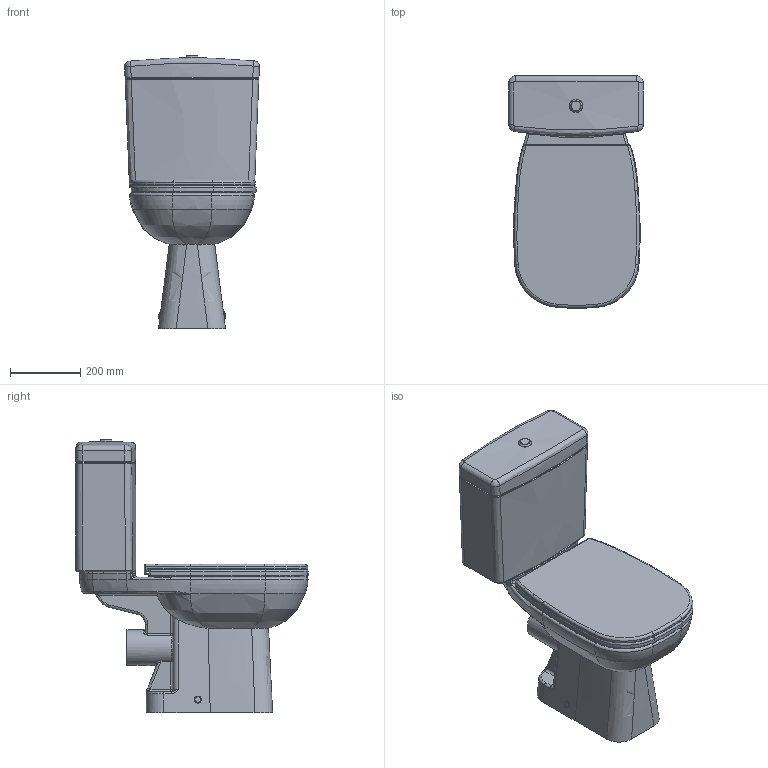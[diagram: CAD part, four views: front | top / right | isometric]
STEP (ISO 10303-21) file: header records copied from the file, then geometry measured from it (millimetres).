
FILE_DESCRIPTION((''),'2;1');
FILE_NAME('211109_092700.stp','2008-08-01T15:07:19',('Huebner'),(''),'Autodesk Inventor 11','Autodesk Inventor 11','');
FILE_SCHEMA(('AUTOMOTIVE_DESIGN { 1 0 10303 214 1 1 1 1 }'));
Length unit declared in the file: millimetre
Products named in the file (7): 211109_092700; 211109; Deckel_unten_211101; Deckel_oben_211101; Spühlkasten_211101; Stopfen_unten; Spülkastenstopfen
Assembly tree (7 placements, depth 2):
  211109_092700
    211109
    Deckel_unten_211101
    Deckel_oben_211101
    Spühlkasten_211101
    Stopfen_unten  x2
    Spülkastenstopfen
Bounding box: 382.97 x 659.71 x 777 mm (x, y, z)
Volume: 45314682.9 mm3; surface area: 2069938.3 mm2
Topology: 7 solids, 7 shells, 457 faces, 1035 edges, 599 vertices
Faces by surface type: cylinder 139, bspline 137, plane 88, torus 82, sphere 10, cone 1
Full cylindrical faces by diameter (mm): 8 x2, 12 x2, 15 x9, 19 x2, 20 x3, 70 x2, 88 x1, 102 x1
Entity records: 32558 total; most frequent: CARTESIAN_POINT 23050, ORIENTED_EDGE 1950, DIRECTION 1887, EDGE_CURVE 975, AXIS2_PLACEMENT_3D 822, VERTEX_POINT 588, EDGE_LOOP 511, CIRCLE 461
